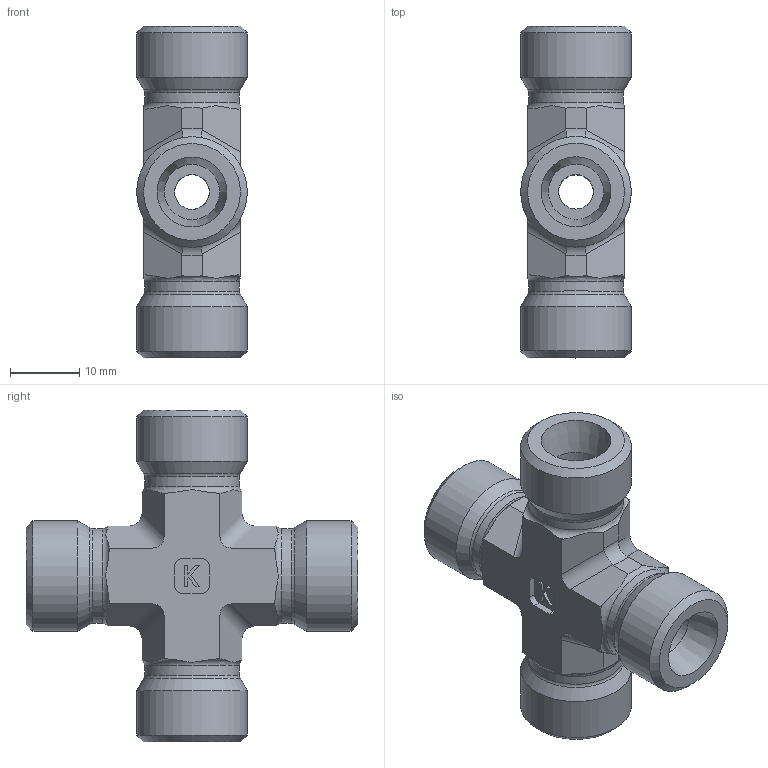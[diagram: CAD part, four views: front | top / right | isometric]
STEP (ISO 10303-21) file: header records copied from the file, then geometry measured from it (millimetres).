
FILE_DESCRIPTION((''),'2;1');
FILE_NAME('4930816.stp','2014-09-18T14:32:56',(''),('KNOMI spol. s r. o.'),'Autodesk Inventor 2012','Autodesk Inventor 2012','');
FILE_SCHEMA(('AUTOMOTIVE_DESIGN { 1 2 10303 214 0 1 1 1 }'));
Length unit declared in the file: millimetre
Products named in the file (1): KS3 8S 4xM16
Bounding box: 16 x 48 x 48 mm (x, y, z)
Volume: 11845.1 mm3; surface area: 6036.8 mm2
Topology: 1 solids, 1 shells, 120 faces, 324 edges, 210 vertices
Faces by surface type: plane 68, cylinder 32, cone 12, torus 8
Full cylindrical faces by diameter (mm): 5 x4, 8 x4, 13.7 x4, 16 x4
Entity records: 3702 total; most frequent: CARTESIAN_POINT 875, DIRECTION 582, ORIENTED_EDGE 544, EDGE_CURVE 272, AXIS2_PLACEMENT_3D 221, VERTEX_POINT 194, EDGE_LOOP 166, VECTOR 140
